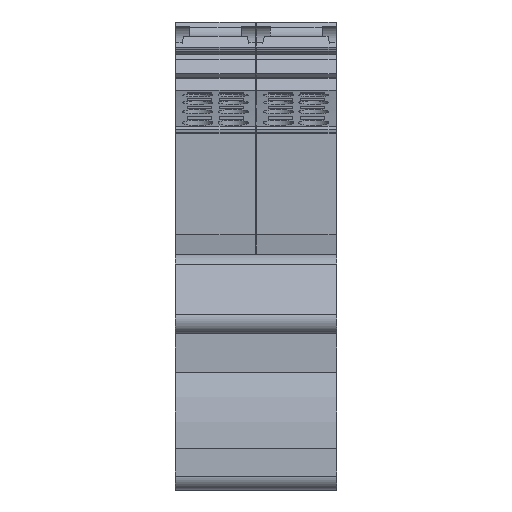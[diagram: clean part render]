
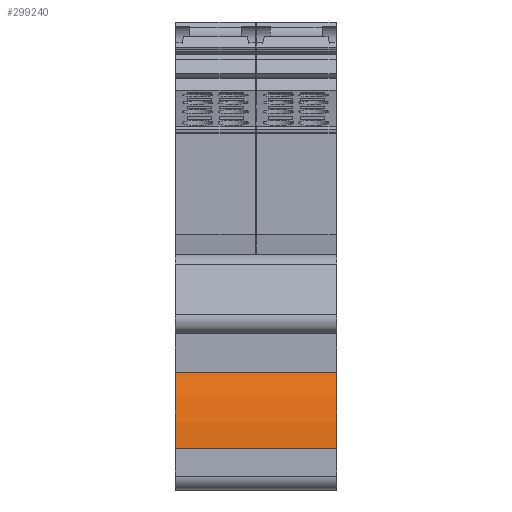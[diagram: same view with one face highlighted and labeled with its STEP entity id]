
A CAD part, front view. The second image highlights one B-rep face of the part: STEP entity #299240.
In plain terms, the highlighted cylindrical face has radius 30 mm (diameter 60 mm), a partial arc.
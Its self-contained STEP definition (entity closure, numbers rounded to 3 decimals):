
#176180=CARTESIAN_POINT('',(176.803,-56.677,12.15));
#176190=VERTEX_POINT('',#176180);
#176220=CARTESIAN_POINT('',(206.774,-57.986,12.15));
#176230=DIRECTION('',(0.,0.,1.));
#176240=DIRECTION('',(1.,0.,0.));
#176250=AXIS2_PLACEMENT_3D('',#176220,#176230,#176240);
#176260=CIRCLE('',#176250,30.);
#176270=CARTESIAN_POINT('',(179.618,-45.237,12.15));
#176280=VERTEX_POINT('',#176270);
#176290=EDGE_CURVE('',#176280,#176190,#176260,.T.);
#184050=CARTESIAN_POINT('',(179.618,-45.237,-12.15));
#184060=VERTEX_POINT('',#184050);
#184090=CARTESIAN_POINT('',(206.774,-57.986,-12.15));
#184100=DIRECTION('',(0.,0.,1.));
#184110=DIRECTION('',(1.,0.,0.));
#184120=AXIS2_PLACEMENT_3D('',#184090,#184100,#184110);
#184130=CIRCLE('',#184120,30.);
#184140=CARTESIAN_POINT('',(176.803,-56.677,-12.15));
#184150=VERTEX_POINT('',#184140);
#184160=EDGE_CURVE('',#184060,#184150,#184130,.T.);
#298900=CARTESIAN_POINT('',(176.803,-56.677,-12.15));
#298910=DIRECTION('',(0.,0.,1.));
#298920=VECTOR('',#298910,1.);
#298930=LINE('',#298900,#298920);
#298940=EDGE_CURVE('',#184150,#176190,#298930,.T.);
#299080=CARTESIAN_POINT('',(206.774,-57.986,-12.15));
#299090=DIRECTION('',(0.,0.,1.));
#299100=DIRECTION('',(1.,0.,0.));
#299110=AXIS2_PLACEMENT_3D('',#299080,#299090,#299100);
#299120=CYLINDRICAL_SURFACE('',#299110,30.);
#299130=ORIENTED_EDGE('',*,*,#184160,.T.);
#299140=CARTESIAN_POINT('',(179.618,-45.237,-12.15));
#299150=DIRECTION('',(0.,0.,1.));
#299160=VECTOR('',#299150,1.);
#299170=LINE('',#299140,#299160);
#299180=EDGE_CURVE('',#184060,#176280,#299170,.T.);
#299190=ORIENTED_EDGE('',*,*,#299180,.F.);
#299200=ORIENTED_EDGE('',*,*,#176290,.F.);
#299210=ORIENTED_EDGE('',*,*,#298940,.T.);
#299220=EDGE_LOOP('',(#299210,#299200,#299190,#299130));
#299230=FACE_OUTER_BOUND('',#299220,.T.);
#299240=ADVANCED_FACE('',(#299230),#299120,.T.);
